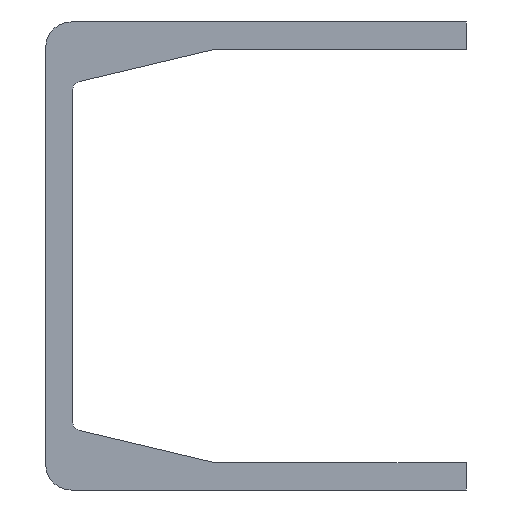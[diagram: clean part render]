
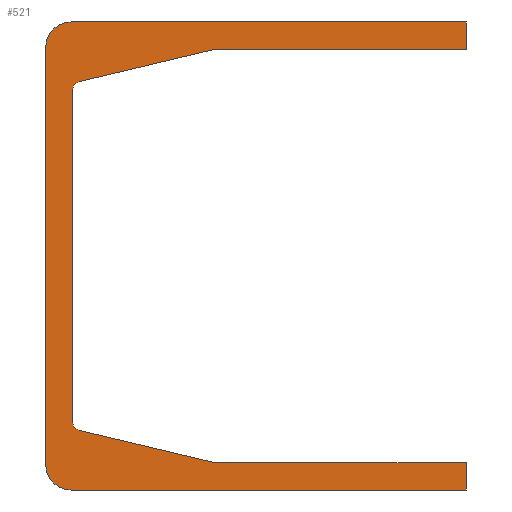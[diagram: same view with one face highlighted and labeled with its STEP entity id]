
A CAD part, front view. The second image highlights one B-rep face of the part: STEP entity #521.
In plain terms, the highlighted planar face has unit normal (0, -1, 0).
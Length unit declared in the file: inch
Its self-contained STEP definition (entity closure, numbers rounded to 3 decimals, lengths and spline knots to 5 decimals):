
#4 = CARTESIAN_POINT ( 'NONE',  ( 0.1875, 0., -3.45 ) ) ;
#5 = LINE ( 'NONE', #270, #546 ) ;
#17 = LINE ( 'NONE', #275, #191 ) ;
#32 = DIRECTION ( 'NONE',  ( 0., 0., -1. ) ) ;
#33 = VERTEX_POINT ( 'NONE', #186 ) ;
#38 = CARTESIAN_POINT ( 'NONE',  ( 1.25704, 0., -0.26 ) ) ;
#41 = EDGE_LOOP ( 'NONE', ( #240, #423, #493, #132, #286, #489, #442, #299, #512, #283, #520, #578, #572, #368, #334 ) ) ;
#42 = DIRECTION ( 'NONE',  ( 0., -1., 0. ) ) ;
#44 = VECTOR ( 'NONE', #561, 39.37008 ) ;
#54 = LINE ( 'NONE', #285, #111 ) ;
#71 = DIRECTION ( 'NONE',  ( 0., 0., -1. ) ) ;
#93 = DIRECTION ( 'NONE',  ( -1., 0., 0. ) ) ;
#95 = VECTOR ( 'NONE', #208, 39.37008 ) ;
#96 = LINE ( 'NONE', #378, #44 ) ;
#99 = CARTESIAN_POINT ( 'NONE',  ( 0.2461, 0., -0.43902 ) ) ;
#108 = VERTEX_POINT ( 'NONE', #430 ) ;
#111 = VECTOR ( 'NONE', #469, 39.37008 ) ;
#117 = EDGE_CURVE ( 'NONE', #198, #331, #507, .T. ) ;
#120 = CARTESIAN_POINT ( 'NONE',  ( 3.1, 0., -3.45 ) ) ;
#123 = AXIS2_PLACEMENT_3D ( 'NONE', #513, #150, #473 ) ;
#128 = CARTESIAN_POINT ( 'NONE',  ( 3.1, 0., -0.2 ) ) ;
#132 = ORIENTED_EDGE ( 'NONE', *, *, #165, .F. ) ;
#137 = EDGE_CURVE ( 'NONE', #202, #166, #571, .T. ) ;
#142 = CARTESIAN_POINT ( 'NONE',  ( 0.2461, 0., -3.01098 ) ) ;
#150 = DIRECTION ( 'NONE',  ( 0., 1., 0. ) ) ;
#157 = VECTOR ( 'NONE', #71, 39.37008 ) ;
#158 = CARTESIAN_POINT ( 'NONE',  ( 0.26, 0., -0.49739 ) ) ;
#164 = CARTESIAN_POINT ( 'NONE',  ( 0.2, 0., -3. ) ) ;
#165 = EDGE_CURVE ( 'NONE', #295, #219, #262, .T. ) ;
#166 = VERTEX_POINT ( 'NONE', #260 ) ;
#171 = DIRECTION ( 'NONE',  ( 0., 0., -1. ) ) ;
#178 = AXIS2_PLACEMENT_3D ( 'NONE', #38, #217, #171 ) ;
#180 = CARTESIAN_POINT ( 'NONE',  ( 0.1875, 0., -0.1875 ) ) ;
#186 = CARTESIAN_POINT ( 'NONE',  ( 0.1875, 0., 0. ) ) ;
#191 = VECTOR ( 'NONE', #429, 39.37008 ) ;
#192 = DIRECTION ( 'NONE',  ( 0., 0., -1. ) ) ;
#198 = VERTEX_POINT ( 'NONE', #481 ) ;
#202 = VERTEX_POINT ( 'NONE', #522 ) ;
#203 = AXIS2_PLACEMENT_3D ( 'NONE', #180, #42, #495 ) ;
#208 = DIRECTION ( 'NONE',  ( 0., 0., 1. ) ) ;
#215 = EDGE_CURVE ( 'NONE', #532, #339, #258, .T. ) ;
#217 = DIRECTION ( 'NONE',  ( 0., 1., 0. ) ) ;
#219 = VERTEX_POINT ( 'NONE', #120 ) ;
#227 = VECTOR ( 'NONE', #444, 39.37008 ) ;
#240 = ORIENTED_EDGE ( 'NONE', *, *, #215, .F. ) ;
#241 = EDGE_CURVE ( 'NONE', #381, #525, #439, .T. ) ;
#242 = DIRECTION ( 'NONE',  ( 1., 0., 0. ) ) ;
#251 = EDGE_CURVE ( 'NONE', #532, #272, #271, .T. ) ;
#258 = LINE ( 'NONE', #441, #95 ) ;
#260 = CARTESIAN_POINT ( 'NONE',  ( 0.2, 0., -2.95261 ) ) ;
#262 = LINE ( 'NONE', #386, #227 ) ;
#269 = DIRECTION ( 'NONE',  ( 0., -1., 0. ) ) ;
#270 = CARTESIAN_POINT ( 'NONE',  ( 0., 0., -3.45 ) ) ;
#271 = CIRCLE ( 'NONE', #509, 0.1875 ) ;
#272 = VERTEX_POINT ( 'NONE', #4 ) ;
#275 = CARTESIAN_POINT ( 'NONE',  ( 1.25, 0., -3.25 ) ) ;
#283 = ORIENTED_EDGE ( 'NONE', *, *, #402, .F. ) ;
#285 = CARTESIAN_POINT ( 'NONE',  ( 0.2, 0., -3. ) ) ;
#286 = ORIENTED_EDGE ( 'NONE', *, *, #464, .F. ) ;
#287 = CARTESIAN_POINT ( 'NONE',  ( 1.25, 0., -0.2 ) ) ;
#295 = VERTEX_POINT ( 'NONE', #405 ) ;
#299 = ORIENTED_EDGE ( 'NONE', *, *, #137, .F. ) ;
#303 = CARTESIAN_POINT ( 'NONE',  ( 3.1, 0., 0. ) ) ;
#309 = CARTESIAN_POINT ( 'NONE',  ( 0., 0., -0.1875 ) ) ;
#315 = VECTOR ( 'NONE', #32, 39.37008 ) ;
#319 = AXIS2_PLACEMENT_3D ( 'NONE', #457, #421, #192 ) ;
#321 = FACE_OUTER_BOUND ( 'NONE', #41, .T. ) ;
#331 = VERTEX_POINT ( 'NONE', #128 ) ;
#334 = ORIENTED_EDGE ( 'NONE', *, *, #344, .T. ) ;
#339 = VERTEX_POINT ( 'NONE', #309 ) ;
#342 = CIRCLE ( 'NONE', #123, 0.06 ) ;
#344 = EDGE_CURVE ( 'NONE', #33, #339, #551, .T. ) ;
#361 = DIRECTION ( 'NONE',  ( -1., 0., 0. ) ) ;
#365 = AXIS2_PLACEMENT_3D ( 'NONE', #158, #385, #477 ) ;
#368 = ORIENTED_EDGE ( 'NONE', *, *, #459, .F. ) ;
#378 = CARTESIAN_POINT ( 'NONE',  ( 0.2, 0., -0.45 ) ) ;
#381 = VERTEX_POINT ( 'NONE', #382 ) ;
#382 = CARTESIAN_POINT ( 'NONE',  ( 1.24315, 0., -0.20163 ) ) ;
#385 = DIRECTION ( 'NONE',  ( 0., 1., 0. ) ) ;
#386 = CARTESIAN_POINT ( 'NONE',  ( 3.1, 0., -3.25 ) ) ;
#400 = DIRECTION ( 'NONE',  ( 0., 0., -1. ) ) ;
#402 = EDGE_CURVE ( 'NONE', #381, #409, #96, .T. ) ;
#403 = CIRCLE ( 'NONE', #365, 0.06 ) ;
#405 = CARTESIAN_POINT ( 'NONE',  ( 3.1, 0., -3.25 ) ) ;
#409 = VERTEX_POINT ( 'NONE', #99 ) ;
#413 = EDGE_CURVE ( 'NONE', #331, #525, #424, .T. ) ;
#414 = CARTESIAN_POINT ( 'NONE',  ( 1.25704, 0., -0.2 ) ) ;
#421 = DIRECTION ( 'NONE',  ( 0., -1., 0. ) ) ;
#423 = ORIENTED_EDGE ( 'NONE', *, *, #251, .T. ) ;
#424 = LINE ( 'NONE', #287, #436 ) ;
#425 = EDGE_CURVE ( 'NONE', #486, #108, #54, .T. ) ;
#429 = DIRECTION ( 'NONE',  ( 1., 0., 0. ) ) ;
#430 = CARTESIAN_POINT ( 'NONE',  ( 1.25, 0., -3.25 ) ) ;
#436 = VECTOR ( 'NONE', #93, 39.37008 ) ;
#439 = CIRCLE ( 'NONE', #178, 0.06 ) ;
#441 = CARTESIAN_POINT ( 'NONE',  ( 0., 0., -0.2 ) ) ;
#442 = ORIENTED_EDGE ( 'NONE', *, *, #483, .T. ) ;
#444 = DIRECTION ( 'NONE',  ( 0., 0., -1. ) ) ;
#455 = CARTESIAN_POINT ( 'NONE',  ( 0.1875, 0., -3.2625 ) ) ;
#457 = CARTESIAN_POINT ( 'NONE',  ( 0., 0., -3.45 ) ) ;
#459 = EDGE_CURVE ( 'NONE', #33, #198, #547, .T. ) ;
#464 = EDGE_CURVE ( 'NONE', #108, #295, #17, .T. ) ;
#466 = CARTESIAN_POINT ( 'NONE',  ( 0., 0., 0. ) ) ;
#469 = DIRECTION ( 'NONE',  ( 0.973, 0., -0.232 ) ) ;
#470 = VECTOR ( 'NONE', #242, 39.37008 ) ;
#473 = DIRECTION ( 'NONE',  ( 0., 0., -1. ) ) ;
#477 = DIRECTION ( 'NONE',  ( 0., 0., -1. ) ) ;
#481 = CARTESIAN_POINT ( 'NONE',  ( 3.1, 0., 0. ) ) ;
#483 = EDGE_CURVE ( 'NONE', #486, #166, #342, .T. ) ;
#486 = VERTEX_POINT ( 'NONE', #142 ) ;
#489 = ORIENTED_EDGE ( 'NONE', *, *, #425, .F. ) ;
#493 = ORIENTED_EDGE ( 'NONE', *, *, #579, .F. ) ;
#495 = DIRECTION ( 'NONE',  ( 0., 0., -1. ) ) ;
#507 = LINE ( 'NONE', #303, #315 ) ;
#509 = AXIS2_PLACEMENT_3D ( 'NONE', #455, #269, #400 ) ;
#512 = ORIENTED_EDGE ( 'NONE', *, *, #568, .T. ) ;
#513 = CARTESIAN_POINT ( 'NONE',  ( 0.26, 0., -2.95261 ) ) ;
#517 = PLANE ( 'NONE',  #319 ) ;
#520 = ORIENTED_EDGE ( 'NONE', *, *, #241, .T. ) ;
#521 = ADVANCED_FACE ( 'NONE', ( #321 ), #517, .T. ) ;
#522 = CARTESIAN_POINT ( 'NONE',  ( 0.2, 0., -0.49739 ) ) ;
#525 = VERTEX_POINT ( 'NONE', #414 ) ;
#532 = VERTEX_POINT ( 'NONE', #554 ) ;
#546 = VECTOR ( 'NONE', #361, 39.37008 ) ;
#547 = LINE ( 'NONE', #466, #470 ) ;
#551 = CIRCLE ( 'NONE', #203, 0.1875 ) ;
#554 = CARTESIAN_POINT ( 'NONE',  ( 0., 0., -3.2625 ) ) ;
#561 = DIRECTION ( 'NONE',  ( -0.973, 0., -0.232 ) ) ;
#568 = EDGE_CURVE ( 'NONE', #202, #409, #403, .T. ) ;
#571 = LINE ( 'NONE', #164, #157 ) ;
#572 = ORIENTED_EDGE ( 'NONE', *, *, #117, .F. ) ;
#578 = ORIENTED_EDGE ( 'NONE', *, *, #413, .F. ) ;
#579 = EDGE_CURVE ( 'NONE', #219, #272, #5, .T. ) ;
